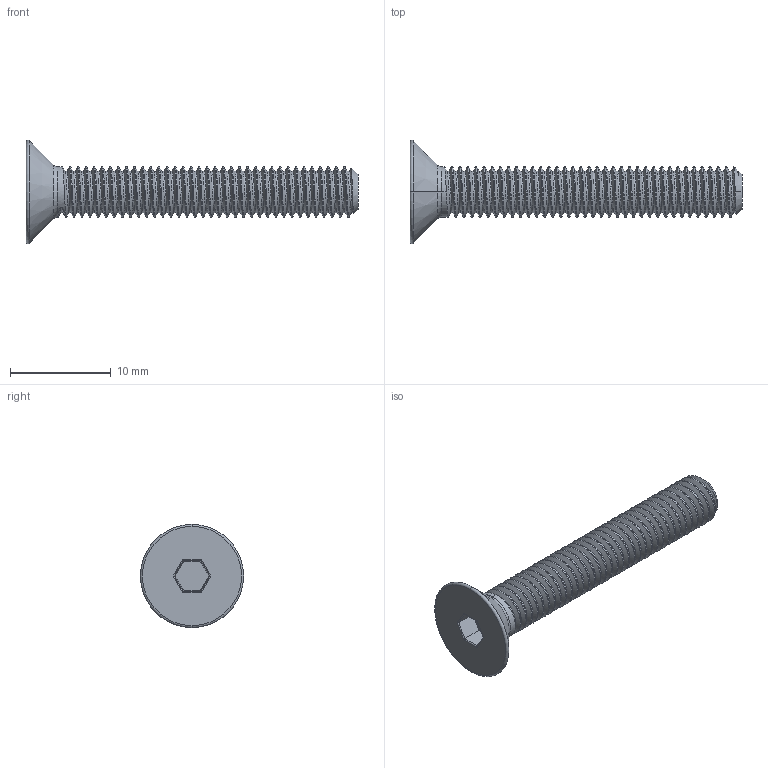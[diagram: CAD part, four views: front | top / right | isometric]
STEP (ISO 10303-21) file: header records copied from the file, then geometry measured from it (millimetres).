
FILE_DESCRIPTION (( 'STEP AP203' ), '1' );
FILE_NAME ('M5_Countersunk_30.STEP', '2020-03-15T18:33:41', ( '' ), ( '' ), 'SwSTEP 2.0', 'SolidWorks 2018', '' );
FILE_SCHEMA (( 'CONFIG_CONTROL_DESIGN' ));
Length unit declared in the file: millimetre
Products named in the file (1): M5_Countersunk_30
Bounding box: 32.9 x 10.23 x 10.23 mm (x, y, z)
Volume: 613.8 mm3; surface area: 892.6 mm2
Topology: 1 solids, 1 shells, 103 faces, 286 edges, 186 vertices
Faces by surface type: cylinder 79, plane 13, torus 4, cone 4, bspline 3
Entity records: 8746 total; most frequent: CARTESIAN_POINT 6526, ORIENTED_EDGE 572, DIRECTION 336, EDGE_CURVE 286, VERTEX_POINT 186, AXIS2_PLACEMENT_3D 116, VECTOR 104, LINE 104
